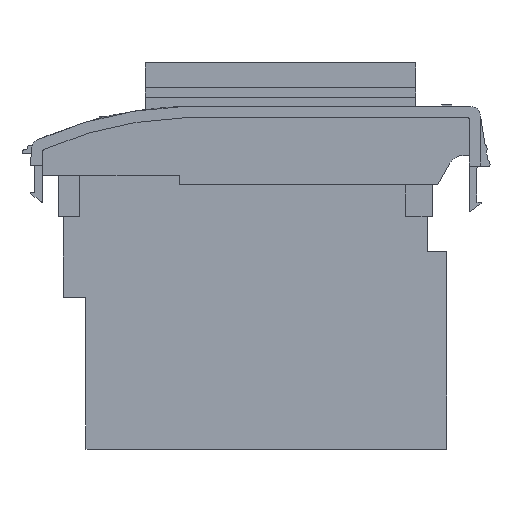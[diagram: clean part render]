
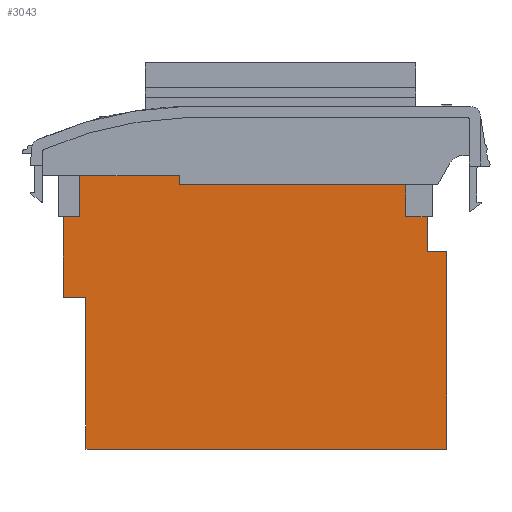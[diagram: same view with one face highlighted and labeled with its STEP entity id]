
A CAD part, left-side view. The second image highlights one B-rep face of the part: STEP entity #3043.
In plain terms, the highlighted planar face has unit normal (-1, 0, 0).
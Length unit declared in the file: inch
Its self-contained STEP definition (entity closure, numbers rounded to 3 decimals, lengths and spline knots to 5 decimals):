
#2822 = EDGE_CURVE ( 'NONE', #8759, #2823, #10295, .T. ) ;
#2823 = VERTEX_POINT ( 'NONE', #10291 ) ;
#2842 = EDGE_CURVE ( 'NONE', #2956, #7896, #10364, .T. ) ;
#2889 = EDGE_CURVE ( 'NONE', #2987, #2892, #10421, .T. ) ;
#2892 = VERTEX_POINT ( 'NONE', #10417 ) ;
#2935 = ORIENTED_EDGE ( 'NONE', *, *, #9531, .F. ) ;
#2937 = ORIENTED_EDGE ( 'NONE', *, *, #2842, .F. ) ;
#2943 = EDGE_CURVE ( 'NONE', #2977, #2986, #10528, .T. ) ;
#2946 = ORIENTED_EDGE ( 'NONE', *, *, #2947, .T. ) ;
#2947 = EDGE_CURVE ( 'NONE', #2948, #9505, #10524, .T. ) ;
#2948 = VERTEX_POINT ( 'NONE', #10520 ) ;
#2949 = ORIENTED_EDGE ( 'NONE', *, *, #9511, .F. ) ;
#2950 = ORIENTED_EDGE ( 'NONE', *, *, #9507, .F. ) ;
#2955 = EDGE_CURVE ( 'NONE', #2892, #2956, #10543, .T. ) ;
#2956 = VERTEX_POINT ( 'NONE', #10539 ) ;
#2976 = EDGE_CURVE ( 'NONE', #2823, #2977, #10611, .T. ) ;
#2977 = VERTEX_POINT ( 'NONE', #10607 ) ;
#2984 = EDGE_CURVE ( 'NONE', #2986, #2987, #10606, .T. ) ;
#2986 = VERTEX_POINT ( 'NONE', #10602 ) ;
#2987 = VERTEX_POINT ( 'NONE', #10601 ) ;
#3020 = ORIENTED_EDGE ( 'NONE', *, *, #2943, .F. ) ;
#3022 = ORIENTED_EDGE ( 'NONE', *, *, #2976, .F. ) ;
#3023 = ORIENTED_EDGE ( 'NONE', *, *, #2822, .F. ) ;
#3024 = ORIENTED_EDGE ( 'NONE', *, *, #3025, .F. ) ;
#3025 = EDGE_CURVE ( 'NONE', #2948, #8759, #10672, .T. ) ;
#3043 = ADVANCED_FACE ( 'NONE', ( #10657 ), #10701, .T. ) ;
#3047 = EDGE_LOOP ( 'NONE', ( #2946, #2949, #2950, #2935, #2937, #3059, #3061, #3064, #3020, #3022, #3023, #3024 ) ) ;
#3059 = ORIENTED_EDGE ( 'NONE', *, *, #2955, .F. ) ;
#3061 = ORIENTED_EDGE ( 'NONE', *, *, #2889, .F. ) ;
#3064 = ORIENTED_EDGE ( 'NONE', *, *, #2984, .F. ) ;
#3935 = CARTESIAN_POINT ( 'NONE',  ( 1.84006, 3.99348, 0.505 ) ) ;
#5340 = CARTESIAN_POINT ( 'NONE',  ( 1.84006, 1.59848, 0.235 ) ) ;
#7896 = VERTEX_POINT ( 'NONE', #3935 ) ;
#8759 = VERTEX_POINT ( 'NONE', #5340 ) ;
#9463 = VERTEX_POINT ( 'NONE', #13503 ) ;
#9504 = VERTEX_POINT ( 'NONE', #13572 ) ;
#9505 = VERTEX_POINT ( 'NONE', #13571 ) ;
#9507 = EDGE_CURVE ( 'NONE', #9504, #9463, #13570, .T. ) ;
#9511 = EDGE_CURVE ( 'NONE', #9463, #9505, #13562, .T. ) ;
#9531 = EDGE_CURVE ( 'NONE', #7896, #9504, #13595, .T. ) ;
#10291 = CARTESIAN_POINT ( 'NONE',  ( 1.84006, 1.59848, 0.005 ) ) ;
#10292 = DIRECTION ( 'NONE',  ( 0., 0., -1. ) ) ;
#10293 = VECTOR ( 'NONE', #10292, 39.37008 ) ;
#10294 = CARTESIAN_POINT ( 'NONE',  ( 1.84006, 1.59848, 0.005 ) ) ;
#10295 = LINE ( 'NONE', #10294, #10293 ) ;
#10361 = DIRECTION ( 'NONE',  ( 0., 0., 1. ) ) ;
#10362 = VECTOR ( 'NONE', #10361, 39.37008 ) ;
#10363 = CARTESIAN_POINT ( 'NONE',  ( 1.84006, 3.99348, 0.735 ) ) ;
#10364 = LINE ( 'NONE', #10363, #10362 ) ;
#10417 = CARTESIAN_POINT ( 'NONE',  ( 1.84006, 3.84348, -0.295 ) ) ;
#10418 = DIRECTION ( 'NONE',  ( 0., 0., 1. ) ) ;
#10419 = VECTOR ( 'NONE', #10418, 39.37008 ) ;
#10420 = CARTESIAN_POINT ( 'NONE',  ( 1.84006, 3.84348, -0.295 ) ) ;
#10421 = LINE ( 'NONE', #10420, #10419 ) ;
#10520 = CARTESIAN_POINT ( 'NONE',  ( 1.84006, 1.73848, 0.235 ) ) ;
#10521 = DIRECTION ( 'NONE',  ( 0., 0., 1. ) ) ;
#10522 = VECTOR ( 'NONE', #10521, 39.37008 ) ;
#10523 = CARTESIAN_POINT ( 'NONE',  ( 1.84006, 1.73848, 0.235 ) ) ;
#10524 = LINE ( 'NONE', #10523, #10522 ) ;
#10525 = DIRECTION ( 'NONE',  ( 0., 0., -1. ) ) ;
#10526 = VECTOR ( 'NONE', #10525, 39.37008 ) ;
#10527 = CARTESIAN_POINT ( 'NONE',  ( 1.84006, 1.46848, 0.005 ) ) ;
#10528 = LINE ( 'NONE', #10527, #10526 ) ;
#10539 = CARTESIAN_POINT ( 'NONE',  ( 1.84006, 3.99348, -0.295 ) ) ;
#10540 = DIRECTION ( 'NONE',  ( 0., 1., 0. ) ) ;
#10541 = VECTOR ( 'NONE', #10540, 39.37008 ) ;
#10542 = CARTESIAN_POINT ( 'NONE',  ( 1.84006, 3.99348, -0.295 ) ) ;
#10543 = LINE ( 'NONE', #10542, #10541 ) ;
#10601 = CARTESIAN_POINT ( 'NONE',  ( 1.84006, 3.84348, -1.295 ) ) ;
#10602 = CARTESIAN_POINT ( 'NONE',  ( 1.84006, 1.46848, -1.295 ) ) ;
#10603 = DIRECTION ( 'NONE',  ( 0., 1., 0. ) ) ;
#10604 = VECTOR ( 'NONE', #10603, 39.37008 ) ;
#10605 = CARTESIAN_POINT ( 'NONE',  ( 1.84006, 1.46848, -1.295 ) ) ;
#10606 = LINE ( 'NONE', #10605, #10604 ) ;
#10607 = CARTESIAN_POINT ( 'NONE',  ( 1.84006, 1.46848, 0.005 ) ) ;
#10608 = DIRECTION ( 'NONE',  ( 0., -1., 0. ) ) ;
#10609 = VECTOR ( 'NONE', #10608, 39.37008 ) ;
#10610 = CARTESIAN_POINT ( 'NONE',  ( 1.84006, 1.46848, 0.005 ) ) ;
#10611 = LINE ( 'NONE', #10610, #10609 ) ;
#10657 = FACE_OUTER_BOUND ( 'NONE', #3047, .T. ) ;
#10669 = DIRECTION ( 'NONE',  ( 0., -1., 0. ) ) ;
#10670 = VECTOR ( 'NONE', #10669, 39.37008 ) ;
#10671 = CARTESIAN_POINT ( 'NONE',  ( 1.84006, 3.84348, 0.235 ) ) ;
#10672 = LINE ( 'NONE', #10671, #10670 ) ;
#10697 = DIRECTION ( 'NONE',  ( 0., 0., 1. ) ) ;
#10698 = DIRECTION ( 'NONE',  ( -1., 0., 0. ) ) ;
#10699 = CARTESIAN_POINT ( 'NONE',  ( 1.84006, 3.84348, -1.295 ) ) ;
#10700 = AXIS2_PLACEMENT_3D ( 'NONE', #10699, #10698, #10697 ) ;
#10701 = PLANE ( 'NONE',  #10700 ) ;
#13503 = CARTESIAN_POINT ( 'NONE',  ( 1.84006, 3.22916, 0.445 ) ) ;
#13559 = DIRECTION ( 'NONE',  ( 0., -1., 0. ) ) ;
#13560 = VECTOR ( 'NONE', #13559, 39.37008 ) ;
#13561 = CARTESIAN_POINT ( 'NONE',  ( 1.84006, 1.52916, 0.445 ) ) ;
#13562 = LINE ( 'NONE', #13561, #13560 ) ;
#13567 = DIRECTION ( 'NONE',  ( 0., 0., -1. ) ) ;
#13568 = VECTOR ( 'NONE', #13567, 39.37008 ) ;
#13569 = CARTESIAN_POINT ( 'NONE',  ( 1.84006, 3.22916, 0.445 ) ) ;
#13570 = LINE ( 'NONE', #13569, #13568 ) ;
#13571 = CARTESIAN_POINT ( 'NONE',  ( 1.84006, 1.73848, 0.445 ) ) ;
#13572 = CARTESIAN_POINT ( 'NONE',  ( 1.84006, 3.22916, 0.505 ) ) ;
#13592 = DIRECTION ( 'NONE',  ( 0., -1., 0. ) ) ;
#13593 = VECTOR ( 'NONE', #13592, 39.37008 ) ;
#13594 = CARTESIAN_POINT ( 'NONE',  ( 1.84006, 3.22916, 0.505 ) ) ;
#13595 = LINE ( 'NONE', #13594, #13593 ) ;
